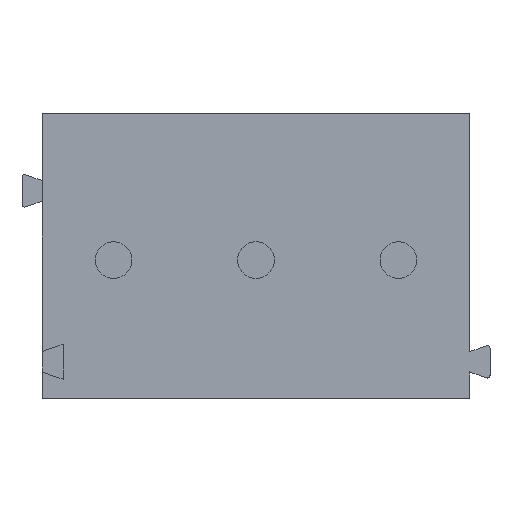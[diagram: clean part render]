
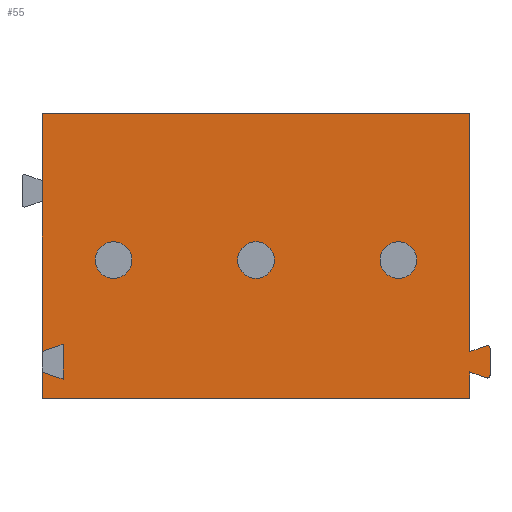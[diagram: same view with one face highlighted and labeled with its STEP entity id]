
A CAD part, front view. The second image highlights one B-rep face of the part: STEP entity #55.
In plain terms, the highlighted planar face has unit normal (0, -1, 0).
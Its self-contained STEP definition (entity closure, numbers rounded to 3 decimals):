
#55=ADVANCED_FACE('',(#251,#252,#253,#254),#255,.T.);
#251=FACE_OUTER_BOUND('',#638,.T.);
#252=FACE_BOUND('',#639,.T.);
#253=FACE_BOUND('',#640,.T.);
#254=FACE_BOUND('',#641,.T.);
#255=PLANE('',#642);
#638=EDGE_LOOP('',(#1259,#1260,#1261,#1262,#1263,#1264,#1265,#1266,#1267,#1268,#1269,#1270,#1271,#1272));
#639=EDGE_LOOP('',(#1273,#1274));
#640=EDGE_LOOP('',(#1275,#1276));
#641=EDGE_LOOP('',(#1277,#1278));
#642=AXIS2_PLACEMENT_3D('',#1279,#1280,#1281);
#1259=ORIENTED_EDGE('',*,*,#2756,.T.);
#1260=ORIENTED_EDGE('',*,*,#2757,.T.);
#1261=ORIENTED_EDGE('',*,*,#2748,.T.);
#1262=ORIENTED_EDGE('',*,*,#2758,.T.);
#1263=ORIENTED_EDGE('',*,*,#2759,.F.);
#1264=ORIENTED_EDGE('',*,*,#2760,.F.);
#1265=ORIENTED_EDGE('',*,*,#2761,.F.);
#1266=ORIENTED_EDGE('',*,*,#2762,.F.);
#1267=ORIENTED_EDGE('',*,*,#2763,.F.);
#1268=ORIENTED_EDGE('',*,*,#2764,.F.);
#1269=ORIENTED_EDGE('',*,*,#2765,.F.);
#1270=ORIENTED_EDGE('',*,*,#2766,.F.);
#1271=ORIENTED_EDGE('',*,*,#2739,.T.);
#1272=ORIENTED_EDGE('',*,*,#2755,.T.);
#1273=ORIENTED_EDGE('',*,*,#2767,.F.);
#1274=ORIENTED_EDGE('',*,*,#2768,.F.);
#1275=ORIENTED_EDGE('',*,*,#2769,.F.);
#1276=ORIENTED_EDGE('',*,*,#2770,.F.);
#1277=ORIENTED_EDGE('',*,*,#2771,.F.);
#1278=ORIENTED_EDGE('',*,*,#2772,.F.);
#1279=CARTESIAN_POINT('',(-5.25,-2.0,0.0));
#1280=DIRECTION('',(0.0,-1.0,0.0));
#1281=DIRECTION('',(0.0,0.0,-1.0));
#2739=EDGE_CURVE('',#3272,#3269,#3273,.T.);
#2748=EDGE_CURVE('',#3290,#3288,#3291,.T.);
#2755=EDGE_CURVE('',#3269,#3300,#3302,.T.);
#2756=EDGE_CURVE('',#3300,#3303,#3304,.T.);
#2757=EDGE_CURVE('',#3303,#3290,#3305,.T.);
#2758=EDGE_CURVE('',#3288,#3306,#3307,.T.);
#2759=EDGE_CURVE('',#3308,#3306,#3309,.T.);
#2760=EDGE_CURVE('',#3310,#3308,#3311,.T.);
#2761=EDGE_CURVE('',#3312,#3310,#3313,.T.);
#2762=EDGE_CURVE('',#3314,#3312,#3315,.T.);
#2763=EDGE_CURVE('',#3316,#3314,#3317,.T.);
#2764=EDGE_CURVE('',#3318,#3316,#3319,.T.);
#2765=EDGE_CURVE('',#3320,#3318,#3321,.T.);
#2766=EDGE_CURVE('',#3272,#3320,#3322,.T.);
#2767=EDGE_CURVE('',#3323,#3324,#3325,.T.);
#2768=EDGE_CURVE('',#3324,#3323,#3326,.T.);
#2769=EDGE_CURVE('',#3327,#3328,#3329,.T.);
#2770=EDGE_CURVE('',#3328,#3327,#3330,.T.);
#2771=EDGE_CURVE('',#3331,#3332,#3333,.T.);
#2772=EDGE_CURVE('',#3332,#3331,#3334,.T.);
#3269=VERTEX_POINT('',#4105);
#3272=VERTEX_POINT('',#4109);
#3273=LINE('',#4110,#4111);
#3288=VERTEX_POINT('',#4133);
#3290=VERTEX_POINT('',#4136);
#3291=LINE('',#4137,#4138);
#3300=VERTEX_POINT('',#4152);
#3302=LINE('',#4155,#4156);
#3303=VERTEX_POINT('',#4157);
#3304=LINE('',#4158,#4159);
#3305=LINE('',#4160,#4161);
#3306=VERTEX_POINT('',#4162);
#3307=LINE('',#4163,#4164);
#3308=VERTEX_POINT('',#4165);
#3309=LINE('',#4166,#4167);
#3310=VERTEX_POINT('',#4168);
#3311=LINE('',#4169,#4170);
#3312=VERTEX_POINT('',#4171);
#3313=CIRCLE('',#4172,0.063);
#3314=VERTEX_POINT('',#4173);
#3315=LINE('',#4174,#4175);
#3316=VERTEX_POINT('',#4176);
#3317=CIRCLE('',#4177,0.063);
#3318=VERTEX_POINT('',#4178);
#3319=LINE('',#4179,#4180);
#3320=VERTEX_POINT('',#4181);
#3321=LINE('',#4182,#4183);
#3322=LINE('',#4184,#4185);
#3323=VERTEX_POINT('',#4186);
#3324=VERTEX_POINT('',#4187);
#3325=CIRCLE('',#4188,0.45);
#3326=CIRCLE('',#4189,0.45);
#3327=VERTEX_POINT('',#4190);
#3328=VERTEX_POINT('',#4191);
#3329=CIRCLE('',#4192,0.45);
#3330=CIRCLE('',#4193,0.45);
#3331=VERTEX_POINT('',#4194);
#3332=VERTEX_POINT('',#4195);
#3333=CIRCLE('',#4196,0.45);
#3334=CIRCLE('',#4197,0.45);
#4105=CARTESIAN_POINT('',(-5.25,-2.0,-5.844));
#4109=CARTESIAN_POINT('',(-5.25,-2.0,0.0));
#4110=CARTESIAN_POINT('',(-5.25,-2.0,0.0));
#4111=VECTOR('',#5333,5.844);
#4133=CARTESIAN_POINT('',(-5.25,-2.0,-7.0));
#4136=CARTESIAN_POINT('',(-5.25,-2.0,-6.354));
#4137=CARTESIAN_POINT('',(-5.25,-2.0,-6.354));
#4138=VECTOR('',#5342,0.646);
#4152=CARTESIAN_POINT('',(-4.74,-2.0,-5.669));
#4155=CARTESIAN_POINT('',(-5.25,-2.0,-5.844));
#4156=VECTOR('',#5349,0.539);
#4157=CARTESIAN_POINT('',(-4.74,-2.0,-6.529));
#4158=CARTESIAN_POINT('',(-4.74,-2.0,-5.669));
#4159=VECTOR('',#5350,0.86);
#4160=CARTESIAN_POINT('',(-4.74,-2.0,-6.529));
#4161=VECTOR('',#5351,0.539);
#4162=CARTESIAN_POINT('',(5.25,-2.0,-7.0));
#4163=CARTESIAN_POINT('',(-5.25,-2.0,-7.0));
#4164=VECTOR('',#5352,10.5);
#4165=CARTESIAN_POINT('',(5.25,-2.0,-6.349));
#4166=CARTESIAN_POINT('',(5.25,-2.0,-6.349));
#4167=VECTOR('',#5353,0.651);
#4168=CARTESIAN_POINT('',(5.667,-2.0,-6.495));
#4169=CARTESIAN_POINT('',(5.667,-2.0,-6.495));
#4170=VECTOR('',#5354,0.442);
#4171=CARTESIAN_POINT('',(5.75,-2.0,-6.436));
#4172=AXIS2_PLACEMENT_3D('',#5355,#5356,#5357);
#4173=CARTESIAN_POINT('',(5.75,-2.0,-5.763));
#4174=CARTESIAN_POINT('',(5.75,-2.0,-5.763));
#4175=VECTOR('',#5358,0.674);
#4176=CARTESIAN_POINT('',(5.667,-2.0,-5.704));
#4177=AXIS2_PLACEMENT_3D('',#5359,#5360,#5361);
#4178=CARTESIAN_POINT('',(5.25,-2.0,-5.849));
#4179=CARTESIAN_POINT('',(5.25,-2.0,-5.849));
#4180=VECTOR('',#5362,0.442);
#4181=CARTESIAN_POINT('',(5.25,-2.0,0.0));
#4182=CARTESIAN_POINT('',(5.25,-2.0,0.0));
#4183=VECTOR('',#5363,5.849);
#4184=CARTESIAN_POINT('',(-5.25,-2.0,0.0));
#4185=VECTOR('',#5364,10.5);
#4186=CARTESIAN_POINT('',(-3.95,-2.0,-3.6));
#4187=CARTESIAN_POINT('',(-3.05,-2.0,-3.6));
#4188=AXIS2_PLACEMENT_3D('',#5365,#5366,#5367);
#4189=AXIS2_PLACEMENT_3D('',#5368,#5369,#5370);
#4190=CARTESIAN_POINT('',(-0.45,-2.0,-3.6));
#4191=CARTESIAN_POINT('',(0.45,-2.0,-3.6));
#4192=AXIS2_PLACEMENT_3D('',#5371,#5372,#5373);
#4193=AXIS2_PLACEMENT_3D('',#5374,#5375,#5376);
#4194=CARTESIAN_POINT('',(3.05,-2.0,-3.6));
#4195=CARTESIAN_POINT('',(3.95,-2.0,-3.6));
#4196=AXIS2_PLACEMENT_3D('',#5377,#5378,#5379);
#4197=AXIS2_PLACEMENT_3D('',#5380,#5381,#5382);
#5333=DIRECTION('',(0.0,0.0,-1.0));
#5342=DIRECTION('',(0.0,0.0,-1.0));
#5349=DIRECTION('',(0.946,0.0,0.325));
#5350=DIRECTION('',(0.0,0.0,-1.0));
#5351=DIRECTION('',(-0.946,0.0,0.325));
#5352=DIRECTION('',(1.0,0.0,0.0));
#5353=DIRECTION('',(0.0,0.0,-1.0));
#5354=DIRECTION('',(-0.944,0.0,0.33));
#5355=CARTESIAN_POINT('',(5.688,-2.0,-6.436));
#5356=DIRECTION('',(-0.0,1.0,0.0));
#5357=DIRECTION('',(1.0,0.0,0.0));
#5358=DIRECTION('',(0.0,0.0,-1.0));
#5359=CARTESIAN_POINT('',(5.688,-2.0,-5.763));
#5360=DIRECTION('',(0.0,1.0,0.0));
#5361=DIRECTION('',(-0.33,0.0,0.944));
#5362=DIRECTION('',(0.944,0.0,0.33));
#5363=DIRECTION('',(0.0,0.0,-1.0));
#5364=DIRECTION('',(1.0,0.0,0.0));
#5365=CARTESIAN_POINT('',(-3.5,-2.0,-3.6));
#5366=DIRECTION('',(0.0,-1.0,0.0));
#5367=DIRECTION('',(-1.0,0.0,0.0));
#5368=CARTESIAN_POINT('',(-3.5,-2.0,-3.6));
#5369=DIRECTION('',(0.0,-1.0,0.0));
#5370=DIRECTION('',(1.0,0.0,0.0));
#5371=CARTESIAN_POINT('',(0.0,-2.0,-3.6));
#5372=DIRECTION('',(0.0,-1.0,0.0));
#5373=DIRECTION('',(-1.0,0.0,0.0));
#5374=CARTESIAN_POINT('',(0.0,-2.0,-3.6));
#5375=DIRECTION('',(0.0,-1.0,0.0));
#5376=DIRECTION('',(1.0,0.0,0.0));
#5377=CARTESIAN_POINT('',(3.5,-2.0,-3.6));
#5378=DIRECTION('',(0.0,-1.0,0.0));
#5379=DIRECTION('',(-1.0,0.0,0.0));
#5380=CARTESIAN_POINT('',(3.5,-2.0,-3.6));
#5381=DIRECTION('',(0.0,-1.0,0.0));
#5382=DIRECTION('',(1.0,0.0,0.0));
